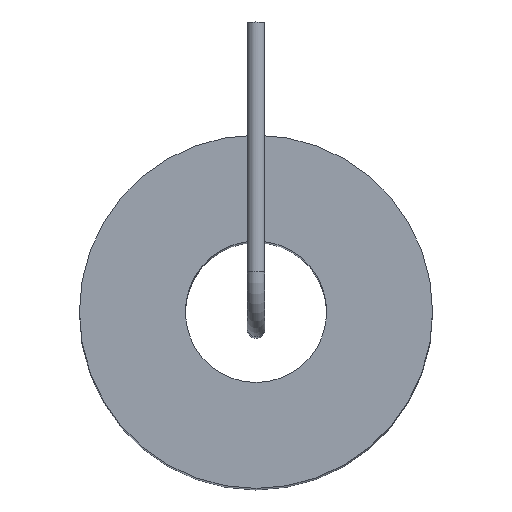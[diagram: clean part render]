
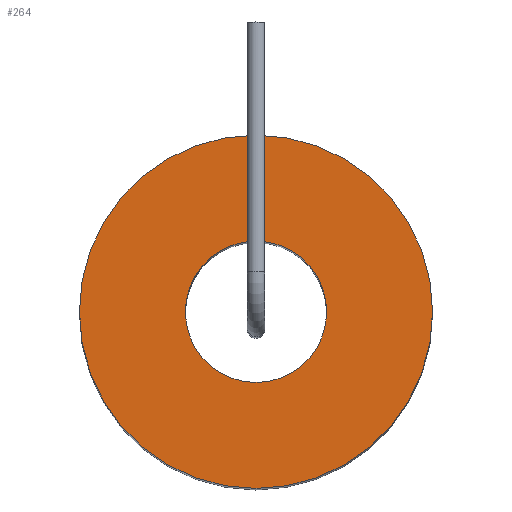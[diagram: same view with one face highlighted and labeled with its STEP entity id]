
A CAD part, top view. The second image highlights one B-rep face of the part: STEP entity #264.
In plain terms, the highlighted planar face has unit normal (0, 0, 1).
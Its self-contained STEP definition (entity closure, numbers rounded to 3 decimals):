
#193 = VERTEX_POINT('',#194);
#194 = CARTESIAN_POINT('',(2.5,0.,12.7));
#200 = EDGE_CURVE('',#193,#193,#201,.T.);
#201 = CIRCLE('',#202,2.5);
#202 = AXIS2_PLACEMENT_3D('',#203,#204,#205);
#203 = CARTESIAN_POINT('',(0.,0.,12.7));
#204 = DIRECTION('',(0.,0.,1.));
#205 = DIRECTION('',(1.,0.,0.));
#226 = VERTEX_POINT('',#227);
#227 = CARTESIAN_POINT('',(1.,0.,12.7));
#233 = EDGE_CURVE('',#226,#226,#234,.T.);
#234 = CIRCLE('',#235,1.);
#235 = AXIS2_PLACEMENT_3D('',#236,#237,#238);
#236 = CARTESIAN_POINT('',(0.,0.,12.7));
#237 = DIRECTION('',(0.,0.,1.));
#238 = DIRECTION('',(1.,0.,0.));
#264 = ADVANCED_FACE('',(#265,#268),#271,.T.);
#265 = FACE_BOUND('',#266,.T.);
#266 = EDGE_LOOP('',(#267));
#267 = ORIENTED_EDGE('',*,*,#200,.T.);
#268 = FACE_BOUND('',#269,.T.);
#269 = EDGE_LOOP('',(#270));
#270 = ORIENTED_EDGE('',*,*,#233,.F.);
#271 = PLANE('',#272);
#272 = AXIS2_PLACEMENT_3D('',#273,#274,#275);
#273 = CARTESIAN_POINT('',(0.,0.,12.7));
#274 = DIRECTION('',(0.,0.,1.));
#275 = DIRECTION('',(1.,0.,0.));
